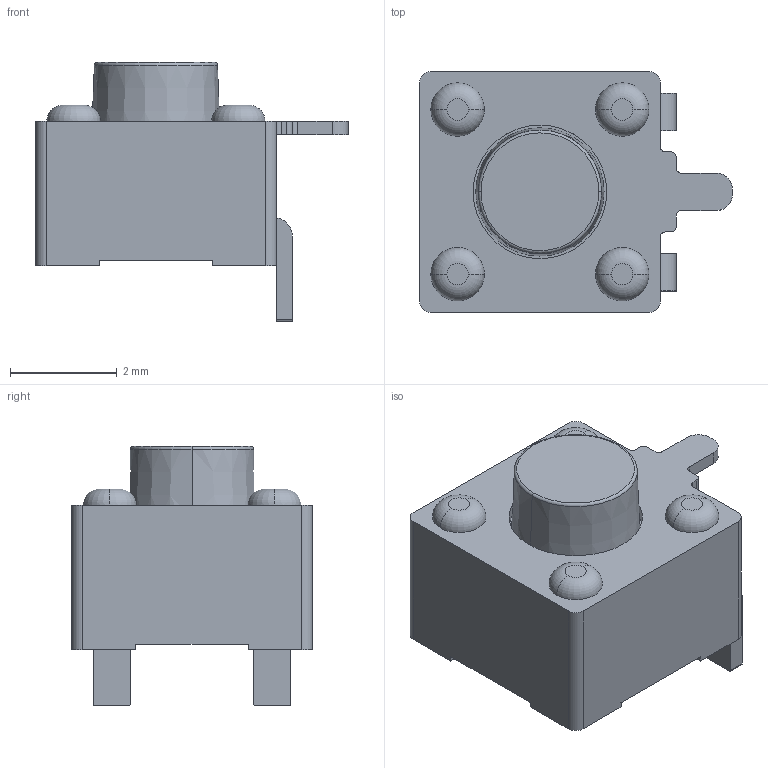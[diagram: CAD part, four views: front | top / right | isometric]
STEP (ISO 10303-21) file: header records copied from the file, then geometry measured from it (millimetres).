
FILE_DESCRIPTION (( 'STEP AP214' ), '1' );
FILE_NAME ('4.5X4.5X3.8H前插后贴.STEP', '2023-08-30T06:12:01', ( '' ), ( '' ), 'SwSTEP 2.0', 'SolidWorks 2023', '' );
FILE_SCHEMA (( 'AUTOMOTIVE_DESIGN' ));
Length unit declared in the file: millimetre
Products named in the file (1): 4.5X4.5X3.8H前插后贴
Bounding box: 5.85 x 4.5 x 4.85 mm (x, y, z)
Volume: 47.4 mm3; surface area: 160.9 mm2
Topology: 1 solids, 2 shells, 165 faces, 414 edges, 268 vertices
Faces by surface type: plane 91, cylinder 56, torus 16, cone 2
Entity records: 4961 total; most frequent: DIRECTION 882, CARTESIAN_POINT 872, ORIENTED_EDGE 828, EDGE_CURVE 414, AXIS2_PLACEMENT_3D 310, VERTEX_POINT 268, VECTOR 262, LINE 262
